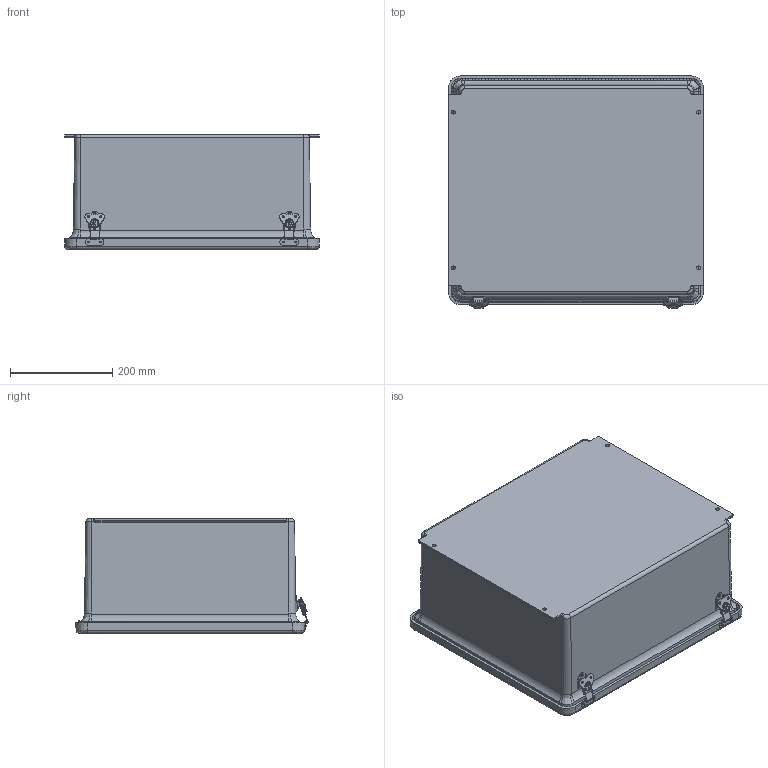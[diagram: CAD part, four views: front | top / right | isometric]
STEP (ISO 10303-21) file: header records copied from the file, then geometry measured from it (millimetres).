
FILE_DESCRIPTION (( 'STEP AP214' ), '1' );
FILE_NAME ('M1816HLL.STEP', '2018-11-07T19:31:44', ( '' ), ( '' ), 'SwSTEP 2.0', 'SolidWorks 2018', '' );
FILE_SCHEMA (( 'AUTOMOTIVE_DESIGN' ));
Length unit declared in the file: inch
Products named in the file (1): M1816HLL
Bounding box: 498.6 x 454.51 x 224.17 mm (x, y, z)
Volume: 4270879 mm3; surface area: 1762930.4 mm2
Topology: 46 solids, 46 shells, 1147 faces, 2921 edges, 1916 vertices
Faces by surface type: plane 558, cylinder 469, bspline 86, cone 30, torus 4
Full cylindrical faces by diameter (mm): 1.702 x2, 2.159 x71, 2.21 x2, 2.489 x4, 2.64 x20, 2.794 x2, 3.175 x22, 3.3 x4, 3.327 x12, 3.378 x4, 3.429 x2, 3.556 x22, 3.861 x8, 4.572 x2, 4.75 x4, 4.8 x2, 4.851 x4, 5.41 x2, 5.537 x4, 6.35 x2, 7.264 x2, 7.925 x4, 13.335 x2, 13.589 x2, 15.494 x2, 16.764 x2
Entity records: 53330 total; most frequent: CARTESIAN_POINT 10789, DIRECTION 5432, ORIENTED_EDGE 5268, EDGE_CURVE 2634, AXIS2_PLACEMENT_3D 1982, VERTEX_POINT 1876, EDGE_LOOP 1742, LINE 1468
